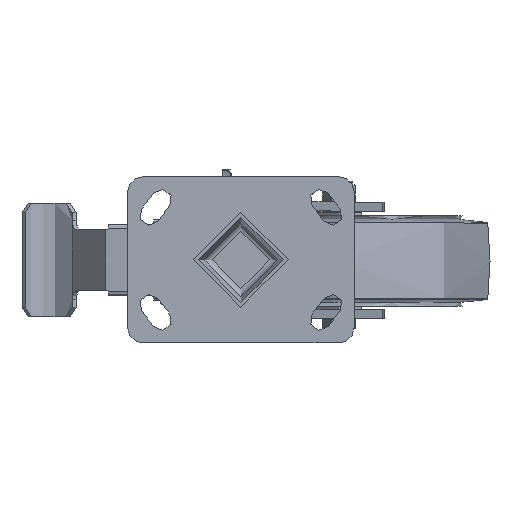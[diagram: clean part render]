
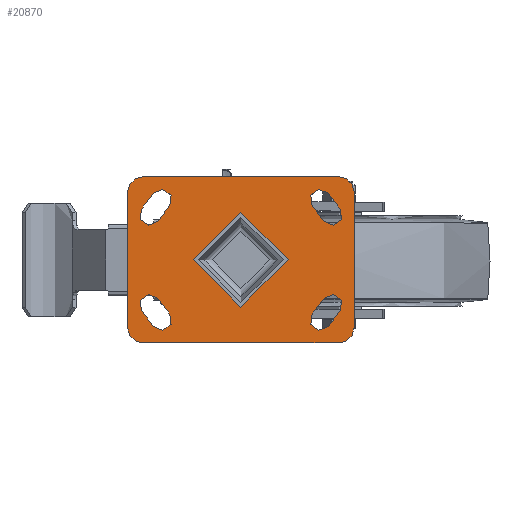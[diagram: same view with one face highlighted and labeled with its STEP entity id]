
A CAD part, top view. The second image highlights one B-rep face of the part: STEP entity #20870.
In plain terms, the highlighted planar face has unit normal (0, 0, 1).
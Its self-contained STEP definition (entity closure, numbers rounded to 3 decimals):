
#794=FACE_BOUND('',#3630,.T.);
#795=FACE_BOUND('',#3631,.T.);
#796=FACE_BOUND('',#3632,.T.);
#797=FACE_BOUND('',#3633,.T.);
#798=FACE_BOUND('',#3634,.T.);
#991=PLANE('',#22599);
#2385=FACE_OUTER_BOUND('',#3629,.T.);
#3629=EDGE_LOOP('',(#14225,#14226,#14227,#14228,#14229,#14230,#14231,#14232));
#3630=EDGE_LOOP('',(#14233,#14234,#14235,#14236));
#3631=EDGE_LOOP('',(#14237,#14238,#14239,#14240));
#3632=EDGE_LOOP('',(#14241,#14242,#14243,#14244));
#3633=EDGE_LOOP('',(#14245,#14246,#14247,#14248));
#3634=EDGE_LOOP('',(#14249));
#5067=LINE('',#30516,#6500);
#5069=LINE('',#30519,#6502);
#5076=LINE('',#30528,#6509);
#5078=LINE('',#30531,#6511);
#5079=LINE('',#30533,#6512);
#5080=LINE('',#30534,#6513);
#5081=LINE('',#30535,#6514);
#5082=LINE('',#30536,#6515);
#5083=LINE('',#30537,#6516);
#5084=LINE('',#30538,#6517);
#5085=LINE('',#30539,#6518);
#5086=LINE('',#30540,#6519);
#6500=VECTOR('',#24813,1000.);
#6502=VECTOR('',#24817,1000.);
#6509=VECTOR('',#24828,1000.);
#6511=VECTOR('',#24832,1000.);
#6512=VECTOR('',#24835,1000.);
#6513=VECTOR('',#24836,1000.);
#6514=VECTOR('',#24837,1000.);
#6515=VECTOR('',#24838,1000.);
#6516=VECTOR('',#24839,1000.);
#6517=VECTOR('',#24840,1000.);
#6518=VECTOR('',#24841,1000.);
#6519=VECTOR('',#24842,1000.);
#7904=CIRCLE('',#22531,31.25);
#7906=CIRCLE('',#22534,6.75);
#7909=CIRCLE('',#22538,6.75);
#7918=CIRCLE('',#22551,10.);
#7920=CIRCLE('',#22554,10.);
#7922=CIRCLE('',#22557,10.);
#7924=CIRCLE('',#22560,10.);
#7937=CIRCLE('',#22578,6.75);
#7938=CIRCLE('',#22580,6.75);
#7941=CIRCLE('',#22584,6.75);
#7942=CIRCLE('',#22586,6.75);
#7945=CIRCLE('',#22590,6.75);
#7946=CIRCLE('',#22592,6.75);
#8834=VERTEX_POINT('',#30327);
#8836=VERTEX_POINT('',#30333);
#8837=VERTEX_POINT('',#30334);
#8842=VERTEX_POINT('',#30345);
#8843=VERTEX_POINT('',#30347);
#8850=VERTEX_POINT('',#30369);
#8851=VERTEX_POINT('',#30370);
#8854=VERTEX_POINT('',#30378);
#8855=VERTEX_POINT('',#30379);
#8858=VERTEX_POINT('',#30387);
#8859=VERTEX_POINT('',#30388);
#8862=VERTEX_POINT('',#30396);
#8863=VERTEX_POINT('',#30397);
#8878=VERTEX_POINT('',#30464);
#8879=VERTEX_POINT('',#30466);
#8880=VERTEX_POINT('',#30470);
#8881=VERTEX_POINT('',#30471);
#8886=VERTEX_POINT('',#30482);
#8887=VERTEX_POINT('',#30484);
#8888=VERTEX_POINT('',#30488);
#8889=VERTEX_POINT('',#30489);
#8894=VERTEX_POINT('',#30500);
#8895=VERTEX_POINT('',#30502);
#8896=VERTEX_POINT('',#30506);
#8897=VERTEX_POINT('',#30507);
#10923=EDGE_CURVE('',#8834,#8834,#7904,.T.);
#10926=EDGE_CURVE('',#8836,#8837,#7906,.T.);
#10932=EDGE_CURVE('',#8843,#8842,#7909,.T.);
#10943=EDGE_CURVE('',#8850,#8851,#7918,.T.);
#10947=EDGE_CURVE('',#8854,#8855,#7920,.T.);
#10951=EDGE_CURVE('',#8858,#8859,#7922,.T.);
#10955=EDGE_CURVE('',#8862,#8863,#7924,.T.);
#10975=EDGE_CURVE('',#8879,#8878,#7937,.T.);
#10977=EDGE_CURVE('',#8880,#8881,#7938,.T.);
#10983=EDGE_CURVE('',#8887,#8886,#7941,.T.);
#10985=EDGE_CURVE('',#8888,#8889,#7942,.T.);
#10991=EDGE_CURVE('',#8895,#8894,#7945,.T.);
#10993=EDGE_CURVE('',#8896,#8897,#7946,.T.);
#10998=EDGE_CURVE('',#8894,#8896,#5067,.T.);
#11000=EDGE_CURVE('',#8897,#8895,#5069,.T.);
#11007=EDGE_CURVE('',#8842,#8888,#5076,.T.);
#11009=EDGE_CURVE('',#8889,#8843,#5078,.T.);
#11010=EDGE_CURVE('',#8859,#8862,#5079,.T.);
#11011=EDGE_CURVE('',#8851,#8858,#5080,.T.);
#11012=EDGE_CURVE('',#8855,#8850,#5081,.T.);
#11013=EDGE_CURVE('',#8863,#8854,#5082,.T.);
#11014=EDGE_CURVE('',#8881,#8887,#5083,.T.);
#11015=EDGE_CURVE('',#8886,#8880,#5084,.T.);
#11016=EDGE_CURVE('',#8878,#8836,#5085,.T.);
#11017=EDGE_CURVE('',#8837,#8879,#5086,.T.);
#14225=ORIENTED_EDGE('',*,*,#10955,.F.);
#14226=ORIENTED_EDGE('',*,*,#11010,.F.);
#14227=ORIENTED_EDGE('',*,*,#10951,.F.);
#14228=ORIENTED_EDGE('',*,*,#11011,.F.);
#14229=ORIENTED_EDGE('',*,*,#10943,.F.);
#14230=ORIENTED_EDGE('',*,*,#11012,.F.);
#14231=ORIENTED_EDGE('',*,*,#10947,.F.);
#14232=ORIENTED_EDGE('',*,*,#11013,.F.);
#14233=ORIENTED_EDGE('',*,*,#11014,.T.);
#14234=ORIENTED_EDGE('',*,*,#10983,.T.);
#14235=ORIENTED_EDGE('',*,*,#11015,.T.);
#14236=ORIENTED_EDGE('',*,*,#10977,.T.);
#14237=ORIENTED_EDGE('',*,*,#10998,.T.);
#14238=ORIENTED_EDGE('',*,*,#10993,.T.);
#14239=ORIENTED_EDGE('',*,*,#11000,.T.);
#14240=ORIENTED_EDGE('',*,*,#10991,.T.);
#14241=ORIENTED_EDGE('',*,*,#11009,.T.);
#14242=ORIENTED_EDGE('',*,*,#10932,.T.);
#14243=ORIENTED_EDGE('',*,*,#11007,.T.);
#14244=ORIENTED_EDGE('',*,*,#10985,.T.);
#14245=ORIENTED_EDGE('',*,*,#11016,.T.);
#14246=ORIENTED_EDGE('',*,*,#10926,.T.);
#14247=ORIENTED_EDGE('',*,*,#11017,.T.);
#14248=ORIENTED_EDGE('',*,*,#10975,.T.);
#14249=ORIENTED_EDGE('',*,*,#10923,.T.);
#20870=ADVANCED_FACE('',(#2385,#794,#795,#796,#797,#798),#991,.T.);
#22531=AXIS2_PLACEMENT_3D('',#30328,#24656,#24657);
#22534=AXIS2_PLACEMENT_3D('',#30335,#24663,#24664);
#22538=AXIS2_PLACEMENT_3D('',#30348,#24674,#24675);
#22551=AXIS2_PLACEMENT_3D('',#30371,#24702,#24703);
#22554=AXIS2_PLACEMENT_3D('',#30380,#24710,#24711);
#22557=AXIS2_PLACEMENT_3D('',#30389,#24718,#24719);
#22560=AXIS2_PLACEMENT_3D('',#30398,#24726,#24727);
#22578=AXIS2_PLACEMENT_3D('',#30467,#24767,#24768);
#22580=AXIS2_PLACEMENT_3D('',#30472,#24772,#24773);
#22584=AXIS2_PLACEMENT_3D('',#30485,#24783,#24784);
#22586=AXIS2_PLACEMENT_3D('',#30490,#24788,#24789);
#22590=AXIS2_PLACEMENT_3D('',#30503,#24799,#24800);
#22592=AXIS2_PLACEMENT_3D('',#30508,#24804,#24805);
#22599=AXIS2_PLACEMENT_3D('',#30532,#24833,#24834);
#24656=DIRECTION('center_axis',(0.,0.,-1.));
#24657=DIRECTION('ref_axis',(1.,0.,0.));
#24663=DIRECTION('center_axis',(0.,0.,-1.));
#24664=DIRECTION('ref_axis',(-1.,0.,0.));
#24674=DIRECTION('center_axis',(0.,0.,-1.));
#24675=DIRECTION('ref_axis',(1.,0.,0.));
#24702=DIRECTION('center_axis',(0.,0.,-1.));
#24703=DIRECTION('ref_axis',(-0.707,0.707,0.));
#24710=DIRECTION('center_axis',(0.,0.,-1.));
#24711=DIRECTION('ref_axis',(-0.707,-0.707,0.));
#24718=DIRECTION('center_axis',(0.,0.,-1.));
#24719=DIRECTION('ref_axis',(0.707,0.707,0.));
#24726=DIRECTION('center_axis',(0.,0.,-1.));
#24727=DIRECTION('ref_axis',(0.707,-0.707,0.));
#24767=DIRECTION('center_axis',(0.,0.,-1.));
#24768=DIRECTION('ref_axis',(-1.,0.,0.));
#24772=DIRECTION('center_axis',(0.,0.,-1.));
#24773=DIRECTION('ref_axis',(1.,0.,0.));
#24783=DIRECTION('center_axis',(0.,0.,-1.));
#24784=DIRECTION('ref_axis',(1.,0.,0.));
#24788=DIRECTION('center_axis',(0.,0.,-1.));
#24789=DIRECTION('ref_axis',(1.,0.,0.));
#24799=DIRECTION('center_axis',(0.,0.,-1.));
#24800=DIRECTION('ref_axis',(-1.,0.,0.));
#24804=DIRECTION('center_axis',(0.,0.,-1.));
#24805=DIRECTION('ref_axis',(-1.,0.,0.));
#24813=DIRECTION('',(-0.606,0.795,0.));
#24817=DIRECTION('',(0.606,-0.795,0.));
#24828=DIRECTION('',(0.606,0.795,0.));
#24832=DIRECTION('',(-0.606,-0.795,0.));
#24833=DIRECTION('center_axis',(0.,0.,1.));
#24834=DIRECTION('ref_axis',(1.,0.,0.));
#24835=DIRECTION('',(0.,-1.,0.));
#24836=DIRECTION('',(1.,0.,0.));
#24837=DIRECTION('',(0.,1.,0.));
#24838=DIRECTION('',(-1.,0.,0.));
#24839=DIRECTION('',(-0.606,0.795,0.));
#24840=DIRECTION('',(0.606,-0.795,0.));
#24841=DIRECTION('',(-0.606,-0.795,0.));
#24842=DIRECTION('',(0.606,0.795,0.));
#30327=CARTESIAN_POINT('',(-31.25,0.,0.));
#30328=CARTESIAN_POINT('Origin',(0.,0.,0.));
#30333=CARTESIAN_POINT('',(57.869,-44.091,0.));
#30334=CARTESIAN_POINT('',(47.131,-35.909,0.));
#30335=CARTESIAN_POINT('Origin',(52.5,-40.,0.));
#30345=CARTESIAN_POINT('',(-65.869,33.591,0.));
#30347=CARTESIAN_POINT('',(-55.131,25.409,0.));
#30348=CARTESIAN_POINT('Origin',(-60.5,29.5,0.));
#30369=CARTESIAN_POINT('',(-75.,45.,0.));
#30370=CARTESIAN_POINT('',(-65.,55.,0.));
#30371=CARTESIAN_POINT('Origin',(-65.,45.,0.));
#30378=CARTESIAN_POINT('',(-65.,-55.,0.));
#30379=CARTESIAN_POINT('',(-75.,-45.,0.));
#30380=CARTESIAN_POINT('Origin',(-65.,-45.,0.));
#30387=CARTESIAN_POINT('',(65.,55.,0.));
#30388=CARTESIAN_POINT('',(75.,45.,0.));
#30389=CARTESIAN_POINT('Origin',(65.,45.,0.));
#30396=CARTESIAN_POINT('',(75.,-45.,0.));
#30397=CARTESIAN_POINT('',(65.,-55.,0.));
#30398=CARTESIAN_POINT('Origin',(65.,-45.,0.));
#30464=CARTESIAN_POINT('',(65.869,-33.591,0.));
#30466=CARTESIAN_POINT('',(55.131,-25.409,0.));
#30467=CARTESIAN_POINT('Origin',(60.5,-29.5,0.));
#30470=CARTESIAN_POINT('',(-47.131,-35.909,0.));
#30471=CARTESIAN_POINT('',(-57.869,-44.091,0.));
#30472=CARTESIAN_POINT('Origin',(-52.5,-40.,0.));
#30482=CARTESIAN_POINT('',(-55.131,-25.409,0.));
#30484=CARTESIAN_POINT('',(-65.869,-33.591,0.));
#30485=CARTESIAN_POINT('Origin',(-60.5,-29.5,0.));
#30488=CARTESIAN_POINT('',(-57.869,44.091,0.));
#30489=CARTESIAN_POINT('',(-47.131,35.909,0.));
#30490=CARTESIAN_POINT('Origin',(-52.5,40.,0.));
#30500=CARTESIAN_POINT('',(55.131,25.409,0.));
#30502=CARTESIAN_POINT('',(65.869,33.591,0.));
#30503=CARTESIAN_POINT('Origin',(60.5,29.5,0.));
#30506=CARTESIAN_POINT('',(47.131,35.909,0.));
#30507=CARTESIAN_POINT('',(57.869,44.091,0.));
#30508=CARTESIAN_POINT('Origin',(52.5,40.,0.));
#30516=CARTESIAN_POINT('',(49.131,33.284,0.));
#30519=CARTESIAN_POINT('',(59.869,41.466,0.));
#30528=CARTESIAN_POINT('',(-59.869,41.466,0.));
#30531=CARTESIAN_POINT('',(-49.131,33.284,0.));
#30532=CARTESIAN_POINT('Origin',(0.,0.,0.));
#30533=CARTESIAN_POINT('',(75.,55.,0.));
#30534=CARTESIAN_POINT('',(-75.,55.,0.));
#30535=CARTESIAN_POINT('',(-75.,-55.,0.));
#30536=CARTESIAN_POINT('',(75.,-55.,0.));
#30537=CARTESIAN_POINT('',(-59.869,-41.466,0.));
#30538=CARTESIAN_POINT('',(-49.131,-33.284,0.));
#30539=CARTESIAN_POINT('',(59.869,-41.466,0.));
#30540=CARTESIAN_POINT('',(49.131,-33.284,0.));
